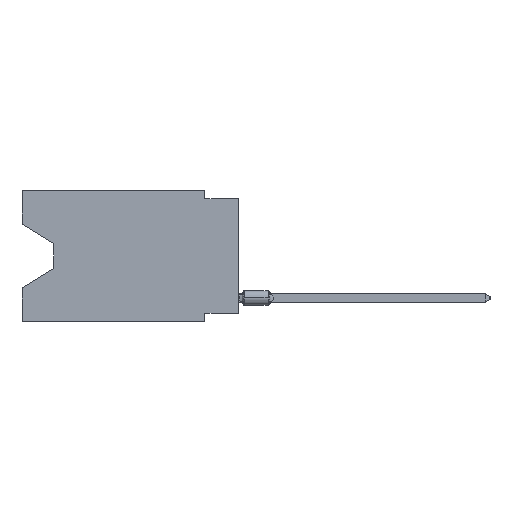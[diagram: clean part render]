
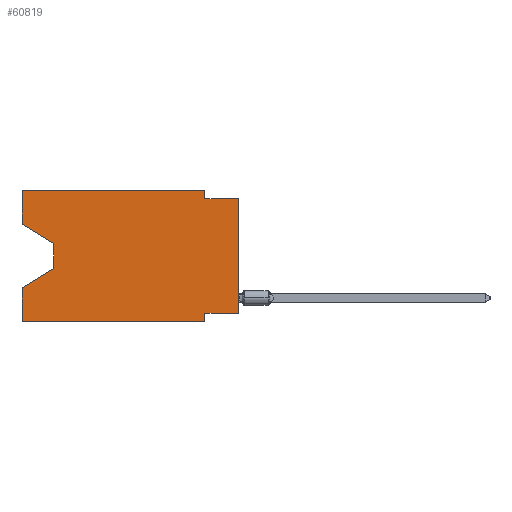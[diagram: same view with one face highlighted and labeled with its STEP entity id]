
A CAD part, left-side view. The second image highlights one B-rep face of the part: STEP entity #60819.
In plain terms, the highlighted planar face has unit normal (-1, 0, 0).
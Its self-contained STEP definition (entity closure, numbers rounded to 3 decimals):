
#65 = VECTOR ( 'NONE', #46363, 1000. ) ;
#1232 = DIRECTION ( 'NONE',  ( 1., 0., 0. ) ) ;
#1870 = CARTESIAN_POINT ( 'NONE',  ( 0., 0., 0. ) ) ;
#1971 = CARTESIAN_POINT ( 'NONE',  ( 0., 13.97, -4.013 ) ) ;
#3550 = LINE ( 'NONE', #8345, #20770 ) ;
#3745 = ORIENTED_EDGE ( 'NONE', *, *, #55128, .T. ) ;
#4445 = EDGE_CURVE ( 'NONE', #53250, #56606, #30971, .T. ) ;
#4457 = LINE ( 'NONE', #61519, #40966 ) ;
#6802 = VERTEX_POINT ( 'NONE', #25768 ) ;
#6971 = VERTEX_POINT ( 'NONE', #23363 ) ;
#8345 = CARTESIAN_POINT ( 'NONE',  ( 0., 16.383, 0. ) ) ;
#9233 = DIRECTION ( 'NONE',  ( 0., -0.855, -0.519 ) ) ;
#10030 = ORIENTED_EDGE ( 'NONE', *, *, #4445, .F. ) ;
#10427 = DIRECTION ( 'NONE',  ( 0., 0., 1. ) ) ;
#10786 = PLANE ( 'NONE',  #54588 ) ;
#11914 = VERTEX_POINT ( 'NONE', #44299 ) ;
#12914 = ORIENTED_EDGE ( 'NONE', *, *, #61970, .F. ) ;
#13781 = EDGE_LOOP ( 'NONE', ( #61963, #3745, #22345, #48415, #17166, #31263, #12914, #33481, #61713, #40109, #10030, #55163 ) ) ;
#15969 = LINE ( 'NONE', #20782, #47103 ) ;
#16738 = DIRECTION ( 'NONE',  ( 0., 0., -1. ) ) ;
#17166 = ORIENTED_EDGE ( 'NONE', *, *, #39343, .T. ) ;
#17675 = DIRECTION ( 'NONE',  ( 0., 0., -1. ) ) ;
#19270 = CARTESIAN_POINT ( 'NONE',  ( 0., 0., -0.635 ) ) ;
#20504 = CARTESIAN_POINT ( 'NONE',  ( 0., 16.383, 0. ) ) ;
#20689 = CARTESIAN_POINT ( 'NONE',  ( 0., 16.383, 0. ) ) ;
#20770 = VECTOR ( 'NONE', #50036, 1000. ) ;
#20782 = CARTESIAN_POINT ( 'NONE',  ( 0., 0., -9.271 ) ) ;
#22345 = ORIENTED_EDGE ( 'NONE', *, *, #34537, .T. ) ;
#23252 = CARTESIAN_POINT ( 'NONE',  ( 0., 2.54, -0.635 ) ) ;
#23363 = CARTESIAN_POINT ( 'NONE',  ( 0., 2.54, -9.271 ) ) ;
#25768 = CARTESIAN_POINT ( 'NONE',  ( 0., 0., -0.635 ) ) ;
#26068 = DIRECTION ( 'NONE',  ( 0., 0.855, -0.519 ) ) ;
#28861 = LINE ( 'NONE', #19270, #49188 ) ;
#29171 = CARTESIAN_POINT ( 'NONE',  ( 0., 13.97, -4.013 ) ) ;
#29516 = LINE ( 'NONE', #50360, #60652 ) ;
#29965 = CARTESIAN_POINT ( 'NONE',  ( 0., 16.383, 0. ) ) ;
#30019 = LINE ( 'NONE', #40266, #58861 ) ;
#30189 = DIRECTION ( 'NONE',  ( 0., -1., 0. ) ) ;
#30971 = LINE ( 'NONE', #29965, #65 ) ;
#31263 = ORIENTED_EDGE ( 'NONE', *, *, #33202, .F. ) ;
#31284 = CARTESIAN_POINT ( 'NONE',  ( 0., 16.383, -2.546 ) ) ;
#32291 = LINE ( 'NONE', #1870, #44041 ) ;
#32649 = DIRECTION ( 'NONE',  ( 0., 0., -1. ) ) ;
#33202 = EDGE_CURVE ( 'NONE', #6971, #11914, #50613, .T. ) ;
#33481 = ORIENTED_EDGE ( 'NONE', *, *, #51253, .T. ) ;
#34537 = EDGE_CURVE ( 'NONE', #51305, #60314, #29516, .T. ) ;
#35205 = EDGE_CURVE ( 'NONE', #56606, #56443, #46257, .T. ) ;
#35821 = CARTESIAN_POINT ( 'NONE',  ( 0., 16.383, -7.36 ) ) ;
#39123 = CARTESIAN_POINT ( 'NONE',  ( 0., 16.383, -9.906 ) ) ;
#39343 = EDGE_CURVE ( 'NONE', #59697, #11914, #30019, .T. ) ;
#40109 = ORIENTED_EDGE ( 'NONE', *, *, #35205, .F. ) ;
#40190 = EDGE_CURVE ( 'NONE', #56443, #6802, #28861, .T. ) ;
#40257 = EDGE_CURVE ( 'NONE', #48781, #53250, #3550, .T. ) ;
#40266 = CARTESIAN_POINT ( 'NONE',  ( 0., 16.383, -9.906 ) ) ;
#40966 = VECTOR ( 'NONE', #9233, 1000. ) ;
#41956 = DIRECTION ( 'NONE',  ( 0., 1., 0. ) ) ;
#42015 = VECTOR ( 'NONE', #17675, 1000. ) ;
#42515 = VERTEX_POINT ( 'NONE', #29171 ) ;
#44041 = VECTOR ( 'NONE', #64066, 1000. ) ;
#44299 = CARTESIAN_POINT ( 'NONE',  ( 0., 2.54, -9.906 ) ) ;
#45469 = VECTOR ( 'NONE', #16738, 1000. ) ;
#46257 = LINE ( 'NONE', #65174, #57386 ) ;
#46363 = DIRECTION ( 'NONE',  ( 0., -1., 0. ) ) ;
#47103 = VECTOR ( 'NONE', #41956, 1000. ) ;
#48193 = CARTESIAN_POINT ( 'NONE',  ( 0., 2.54, -9.906 ) ) ;
#48415 = ORIENTED_EDGE ( 'NONE', *, *, #48767, .F. ) ;
#48767 = EDGE_CURVE ( 'NONE', #59697, #60314, #57244, .T. ) ;
#48781 = VERTEX_POINT ( 'NONE', #31284 ) ;
#49188 = VECTOR ( 'NONE', #30189, 1000. ) ;
#50036 = DIRECTION ( 'NONE',  ( 0., 0., 1. ) ) ;
#50188 = DIRECTION ( 'NONE',  ( 0., -1., 0. ) ) ;
#50360 = CARTESIAN_POINT ( 'NONE',  ( 0., 13.97, -5.893 ) ) ;
#50613 = LINE ( 'NONE', #48193, #45469 ) ;
#51253 = EDGE_CURVE ( 'NONE', #67177, #6802, #32291, .T. ) ;
#51305 = VERTEX_POINT ( 'NONE', #54826 ) ;
#53250 = VERTEX_POINT ( 'NONE', #20504 ) ;
#54588 = AXIS2_PLACEMENT_3D ( 'NONE', #57946, #1232, #32649 ) ;
#54826 = CARTESIAN_POINT ( 'NONE',  ( 0., 13.97, -5.893 ) ) ;
#54932 = LINE ( 'NONE', #1971, #42015 ) ;
#55128 = EDGE_CURVE ( 'NONE', #42515, #51305, #54932, .T. ) ;
#55163 = ORIENTED_EDGE ( 'NONE', *, *, #40257, .F. ) ;
#56443 = VERTEX_POINT ( 'NONE', #23252 ) ;
#56606 = VERTEX_POINT ( 'NONE', #62480 ) ;
#57244 = LINE ( 'NONE', #20689, #63384 ) ;
#57386 = VECTOR ( 'NONE', #66770, 1000. ) ;
#57946 = CARTESIAN_POINT ( 'NONE',  ( 0., 16.383, 0. ) ) ;
#58607 = FACE_OUTER_BOUND ( 'NONE', #13781, .T. ) ;
#58861 = VECTOR ( 'NONE', #50188, 1000. ) ;
#58878 = CARTESIAN_POINT ( 'NONE',  ( 0., 0., -9.271 ) ) ;
#59697 = VERTEX_POINT ( 'NONE', #39123 ) ;
#60314 = VERTEX_POINT ( 'NONE', #35821 ) ;
#60652 = VECTOR ( 'NONE', #26068, 1000. ) ;
#60819 = ADVANCED_FACE ( 'NONE', ( #58607 ), #10786, .F. ) ;
#61519 = CARTESIAN_POINT ( 'NONE',  ( 0., 16.383, -2.546 ) ) ;
#61713 = ORIENTED_EDGE ( 'NONE', *, *, #40190, .F. ) ;
#61963 = ORIENTED_EDGE ( 'NONE', *, *, #65531, .T. ) ;
#61970 = EDGE_CURVE ( 'NONE', #67177, #6971, #15969, .T. ) ;
#62480 = CARTESIAN_POINT ( 'NONE',  ( 0., 2.54, 0. ) ) ;
#63384 = VECTOR ( 'NONE', #10427, 1000. ) ;
#64066 = DIRECTION ( 'NONE',  ( 0., 0., 1. ) ) ;
#65174 = CARTESIAN_POINT ( 'NONE',  ( 0., 2.54, 0. ) ) ;
#65531 = EDGE_CURVE ( 'NONE', #48781, #42515, #4457, .T. ) ;
#66770 = DIRECTION ( 'NONE',  ( 0., 0., -1. ) ) ;
#67177 = VERTEX_POINT ( 'NONE', #58878 ) ;
